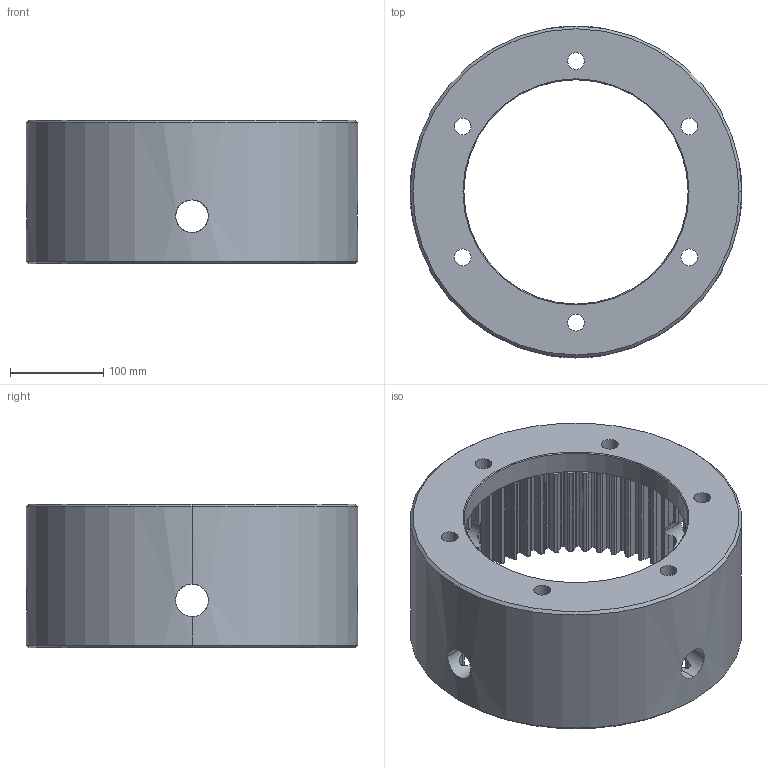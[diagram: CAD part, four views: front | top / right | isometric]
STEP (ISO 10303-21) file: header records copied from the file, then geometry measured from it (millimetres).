
FILE_DESCRIPTION (( 'STEP AP203' ), '1' );
FILE_NAME ('UWG-120.STEP', '2017-10-13T05:22:19', ( ' ' ), ( '' ), 'SwSTEP 2.0', 'SolidWorks 2009', '' );
FILE_SCHEMA (( 'CONFIG_CONTROL_DESIGN' ));
Length unit declared in the file: millimetre
Products named in the file (1): UWG-120
Bounding box: 355 x 355 x 154 mm (x, y, z)
Volume: 3660037.3 mm3; surface area: 528439.6 mm2
Topology: 1 solids, 1 shells, 698 faces, 2092 edges, 1392 vertices
Faces by surface type: cylinder 409, plane 218, cone 71
Entity records: 25008 total; most frequent: CARTESIAN_POINT 5891, ORIENTED_EDGE 4184, DIRECTION 3995, EDGE_CURVE 2092, AXIS2_PLACEMENT_3D 1490, VERTEX_POINT 1392, VECTOR 1015, LINE 1015
